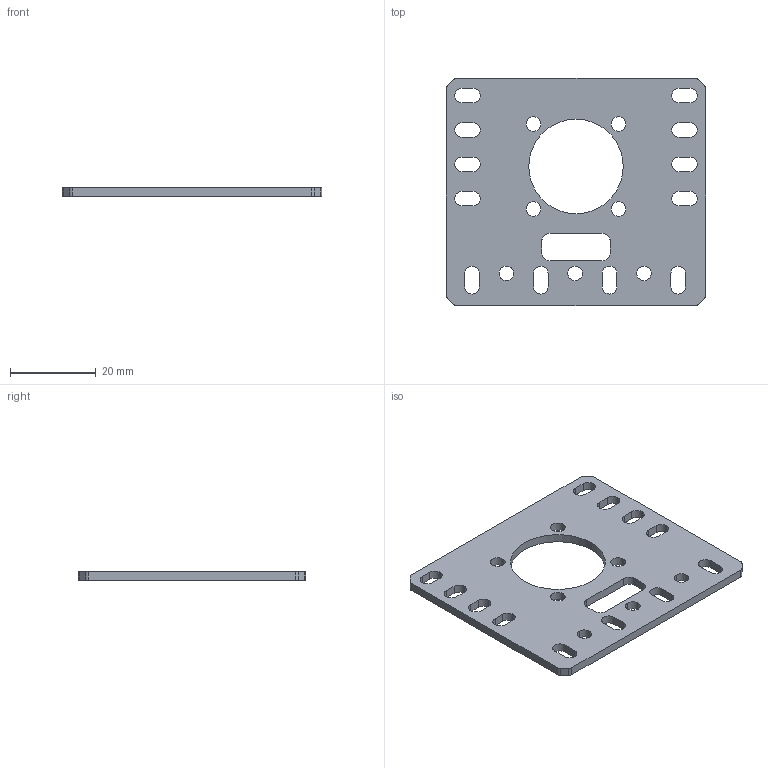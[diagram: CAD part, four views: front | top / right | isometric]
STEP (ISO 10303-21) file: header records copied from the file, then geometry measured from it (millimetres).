
FILE_DESCRIPTION (( 'STEP AP203' ), '1' );
FILE_NAME ('REV-41-1563 and REV-41-1564.STEP', '2018-05-25T20:55:28', ( '' ), ( '' ), 'SwSTEP 2.0', 'SolidWorks 2017', '' );
FILE_SCHEMA (( 'CONFIG_CONTROL_DESIGN' ));
Length unit declared in the file: millimetre
Products named in the file (1): REV-41-1563 and REV-41-1564
Bounding box: 60.4 x 52.89 x 2 mm (x, y, z)
Volume: 4846.5 mm3; surface area: 6046.5 mm2
Topology: 1 solids, 1 shells, 106 faces, 312 edges, 208 vertices
Faces by surface type: cylinder 64, plane 38, bspline 4
Entity records: 3773 total; most frequent: CARTESIAN_POINT 699, DIRECTION 630, ORIENTED_EDGE 624, EDGE_CURVE 312, AXIS2_PLACEMENT_3D 231, VERTEX_POINT 208, LINE 168, VECTOR 168
